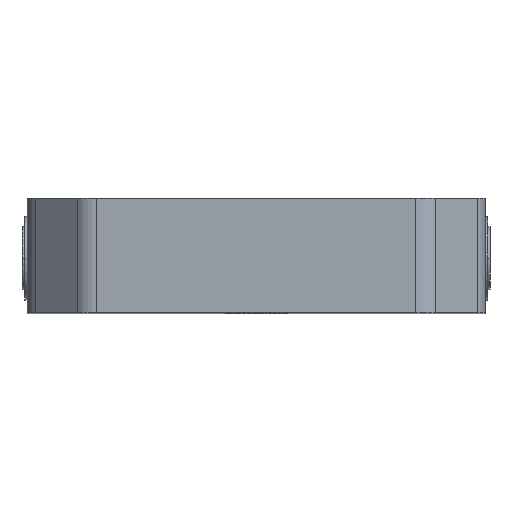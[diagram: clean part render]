
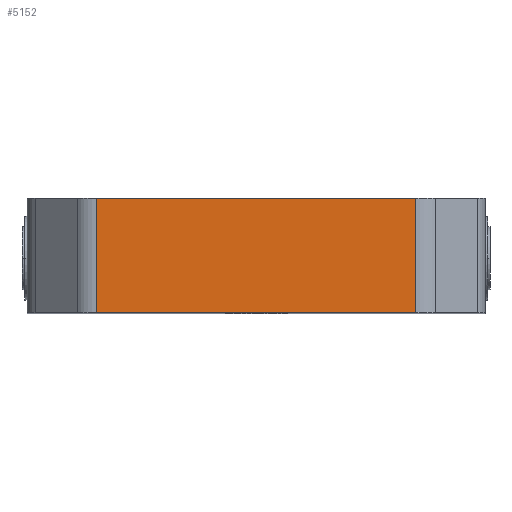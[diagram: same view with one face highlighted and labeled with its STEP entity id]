
A CAD part, top view. The second image highlights one B-rep face of the part: STEP entity #5152.
In plain terms, the highlighted planar face has unit normal (0, 0, 1).
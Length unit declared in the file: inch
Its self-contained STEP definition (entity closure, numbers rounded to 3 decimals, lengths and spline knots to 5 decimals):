
#194 = EDGE_CURVE ( 'NONE', #2726, #2556, #492, .T. ) ;
#198 = ORIENTED_EDGE ( 'NONE', *, *, #6531, .T. ) ;
#478 = ORIENTED_EDGE ( 'NONE', *, *, #503, .T. ) ;
#492 = LINE ( 'NONE', #3425, #4789 ) ;
#503 = EDGE_CURVE ( 'NONE', #2726, #3732, #6879, .T. ) ;
#830 = VECTOR ( 'NONE', #5616, 39.37008 ) ;
#1187 = DIRECTION ( 'NONE',  ( 0., -1., 0. ) ) ;
#1771 = CARTESIAN_POINT ( 'NONE',  ( 1.4685, 0., 2.525 ) ) ;
#1842 = DIRECTION ( 'NONE',  ( -1., 0., 0. ) ) ;
#2093 = LINE ( 'NONE', #6066, #2764 ) ;
#2258 = PLANE ( 'NONE',  #3126 ) ;
#2315 = CARTESIAN_POINT ( 'NONE',  ( -1.37066, 0., 2.525 ) ) ;
#2556 = VERTEX_POINT ( 'NONE', #3573 ) ;
#2630 = CARTESIAN_POINT ( 'NONE',  ( -1.37066, 0.98425, 2.525 ) ) ;
#2726 = VERTEX_POINT ( 'NONE', #4387 ) ;
#2764 = VECTOR ( 'NONE', #4500, 39.37008 ) ;
#2844 = DIRECTION ( 'NONE',  ( -1., 0., 0. ) ) ;
#2870 = ORIENTED_EDGE ( 'NONE', *, *, #194, .F. ) ;
#2953 = CARTESIAN_POINT ( 'NONE',  ( 1.37066, 0., 2.525 ) ) ;
#3050 = EDGE_LOOP ( 'NONE', ( #2870, #478, #198, #3149 ) ) ;
#3126 = AXIS2_PLACEMENT_3D ( 'NONE', #1771, #4441, #2844 ) ;
#3149 = ORIENTED_EDGE ( 'NONE', *, *, #5737, .T. ) ;
#3307 = VERTEX_POINT ( 'NONE', #2630 ) ;
#3425 = CARTESIAN_POINT ( 'NONE',  ( 1.4685, 0., 2.525 ) ) ;
#3573 = CARTESIAN_POINT ( 'NONE',  ( -1.37066, 0., 2.525 ) ) ;
#3732 = VERTEX_POINT ( 'NONE', #5544 ) ;
#4387 = CARTESIAN_POINT ( 'NONE',  ( 1.37066, 0., 2.525 ) ) ;
#4441 = DIRECTION ( 'NONE',  ( 0., 0., -1. ) ) ;
#4486 = FACE_OUTER_BOUND ( 'NONE', #3050, .T. ) ;
#4500 = DIRECTION ( 'NONE',  ( -1., 0., 0. ) ) ;
#4789 = VECTOR ( 'NONE', #1842, 39.37008 ) ;
#5152 = ADVANCED_FACE ( 'NONE', ( #4486 ), #2258, .F. ) ;
#5304 = VECTOR ( 'NONE', #1187, 39.37008 ) ;
#5544 = CARTESIAN_POINT ( 'NONE',  ( 1.37066, 0.98425, 2.525 ) ) ;
#5616 = DIRECTION ( 'NONE',  ( 0., 1., 0. ) ) ;
#5737 = EDGE_CURVE ( 'NONE', #3307, #2556, #6726, .T. ) ;
#6066 = CARTESIAN_POINT ( 'NONE',  ( 1.4685, 0.98425, 2.525 ) ) ;
#6531 = EDGE_CURVE ( 'NONE', #3732, #3307, #2093, .T. ) ;
#6726 = LINE ( 'NONE', #2315, #5304 ) ;
#6879 = LINE ( 'NONE', #2953, #830 ) ;
